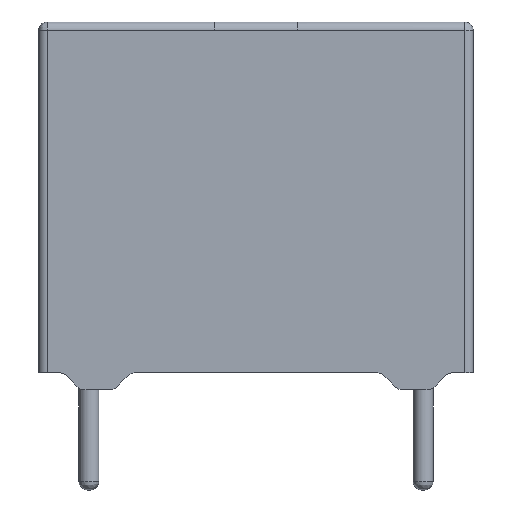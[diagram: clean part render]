
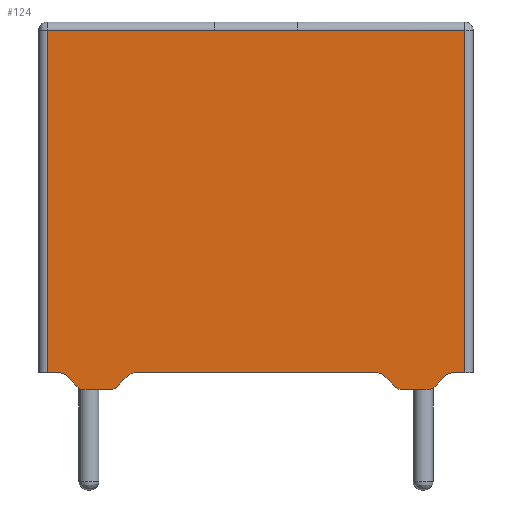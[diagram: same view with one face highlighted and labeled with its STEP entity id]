
A CAD part, front view. The second image highlights one B-rep face of the part: STEP entity #124.
In plain terms, the highlighted planar face has unit normal (0, -1, 0).
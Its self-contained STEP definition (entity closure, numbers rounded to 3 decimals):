
#124=ADVANCED_FACE('',(#209),#1417,.T.);
#209=FACE_OUTER_BOUND('',#294,.T.);
#294=EDGE_LOOP('',(#604,#605,#606,#607,#608,#609,#610,#611,#612,#613,#614,
#615,#616,#617,#618,#619,#620,#621,#622,#623,#624,#625));
#604=ORIENTED_EDGE('',*,*,#893,.F.);
#605=ORIENTED_EDGE('',*,*,#874,.F.);
#606=ORIENTED_EDGE('',*,*,#891,.F.);
#607=ORIENTED_EDGE('',*,*,#873,.F.);
#608=ORIENTED_EDGE('',*,*,#889,.F.);
#609=ORIENTED_EDGE('',*,*,#872,.F.);
#610=ORIENTED_EDGE('',*,*,#887,.F.);
#611=ORIENTED_EDGE('',*,*,#856,.F.);
#612=ORIENTED_EDGE('',*,*,#860,.F.);
#613=ORIENTED_EDGE('',*,*,#898,.F.);
#614=ORIENTED_EDGE('',*,*,#945,.T.);
#615=ORIENTED_EDGE('',*,*,#905,.F.);
#616=ORIENTED_EDGE('',*,*,#906,.F.);
#617=ORIENTED_EDGE('',*,*,#920,.F.);
#618=ORIENTED_EDGE('',*,*,#940,.F.);
#619=ORIENTED_EDGE('',*,*,#919,.F.);
#620=ORIENTED_EDGE('',*,*,#938,.F.);
#621=ORIENTED_EDGE('',*,*,#918,.F.);
#622=ORIENTED_EDGE('',*,*,#936,.F.);
#623=ORIENTED_EDGE('',*,*,#917,.F.);
#624=ORIENTED_EDGE('',*,*,#934,.F.);
#625=ORIENTED_EDGE('',*,*,#951,.F.);
#856=EDGE_CURVE('',#1271,#1293,#1136,.T.);
#860=EDGE_CURVE('',#1274,#1271,#1140,.T.);
#872=EDGE_CURVE('',#1280,#1279,#1144,.T.);
#873=EDGE_CURVE('',#1282,#1281,#1145,.T.);
#874=EDGE_CURVE('',#1284,#1283,#1146,.T.);
#887=EDGE_CURVE('',#1293,#1280,#1031,.T.);
#889=EDGE_CURVE('',#1279,#1282,#1033,.T.);
#891=EDGE_CURVE('',#1281,#1284,#1035,.T.);
#893=EDGE_CURVE('',#1283,#1285,#1037,.T.);
#898=EDGE_CURVE('',#1296,#1274,#1159,.T.);
#905=EDGE_CURVE('',#1304,#1326,#1166,.T.);
#906=EDGE_CURVE('',#1301,#1304,#1167,.T.);
#917=EDGE_CURVE('',#1310,#1309,#1171,.T.);
#918=EDGE_CURVE('',#1312,#1311,#1172,.T.);
#919=EDGE_CURVE('',#1314,#1313,#1173,.T.);
#920=EDGE_CURVE('',#1315,#1301,#1174,.T.);
#934=EDGE_CURVE('',#1323,#1310,#1050,.T.);
#936=EDGE_CURVE('',#1309,#1312,#1052,.T.);
#938=EDGE_CURVE('',#1311,#1314,#1054,.T.);
#940=EDGE_CURVE('',#1313,#1315,#1056,.T.);
#945=EDGE_CURVE('',#1296,#1326,#1060,.T.);
#951=EDGE_CURVE('',#1285,#1323,#1191,.T.);
#1031=(
BOUNDED_CURVE()
B_SPLINE_CURVE(2,(#2431,#2432,#2433),.UNSPECIFIED.,.F.,.F.)
B_SPLINE_CURVE_WITH_KNOTS((3,3),(0.,0.196),.UNSPECIFIED.)
CURVE()
GEOMETRIC_REPRESENTATION_ITEM()
RATIONAL_B_SPLINE_CURVE((1.,0.924,1.))
REPRESENTATION_ITEM('')
);
#1033=(
BOUNDED_CURVE()
B_SPLINE_CURVE(2,(#2436,#2437,#2438),.UNSPECIFIED.,.F.,.F.)
B_SPLINE_CURVE_WITH_KNOTS((3,3),(0.,0.196),.UNSPECIFIED.)
CURVE()
GEOMETRIC_REPRESENTATION_ITEM()
RATIONAL_B_SPLINE_CURVE((1.,0.924,1.))
REPRESENTATION_ITEM('')
);
#1035=(
BOUNDED_CURVE()
B_SPLINE_CURVE(2,(#2442,#2443,#2444),.UNSPECIFIED.,.F.,.F.)
B_SPLINE_CURVE_WITH_KNOTS((3,3),(0.,0.196),.UNSPECIFIED.)
CURVE()
GEOMETRIC_REPRESENTATION_ITEM()
RATIONAL_B_SPLINE_CURVE((1.,0.924,1.))
REPRESENTATION_ITEM('')
);
#1037=(
BOUNDED_CURVE()
B_SPLINE_CURVE(2,(#2448,#2449,#2450),.UNSPECIFIED.,.F.,.F.)
B_SPLINE_CURVE_WITH_KNOTS((3,3),(0.,0.196),.UNSPECIFIED.)
CURVE()
GEOMETRIC_REPRESENTATION_ITEM()
RATIONAL_B_SPLINE_CURVE((1.,0.924,1.))
REPRESENTATION_ITEM('')
);
#1050=(
BOUNDED_CURVE()
B_SPLINE_CURVE(2,(#2561,#2562,#2563),.UNSPECIFIED.,.F.,.F.)
B_SPLINE_CURVE_WITH_KNOTS((3,3),(0.,0.196),.UNSPECIFIED.)
CURVE()
GEOMETRIC_REPRESENTATION_ITEM()
RATIONAL_B_SPLINE_CURVE((1.,0.924,1.))
REPRESENTATION_ITEM('')
);
#1052=(
BOUNDED_CURVE()
B_SPLINE_CURVE(2,(#2567,#2568,#2569),.UNSPECIFIED.,.F.,.F.)
B_SPLINE_CURVE_WITH_KNOTS((3,3),(0.,0.196),.UNSPECIFIED.)
CURVE()
GEOMETRIC_REPRESENTATION_ITEM()
RATIONAL_B_SPLINE_CURVE((1.,0.924,1.))
REPRESENTATION_ITEM('')
);
#1054=(
BOUNDED_CURVE()
B_SPLINE_CURVE(2,(#2573,#2574,#2575),.UNSPECIFIED.,.F.,.F.)
B_SPLINE_CURVE_WITH_KNOTS((3,3),(0.,0.196),.UNSPECIFIED.)
CURVE()
GEOMETRIC_REPRESENTATION_ITEM()
RATIONAL_B_SPLINE_CURVE((1.,0.924,1.))
REPRESENTATION_ITEM('')
);
#1056=(
BOUNDED_CURVE()
B_SPLINE_CURVE(2,(#2579,#2580,#2581),.UNSPECIFIED.,.F.,.F.)
B_SPLINE_CURVE_WITH_KNOTS((3,3),(0.,0.196),.UNSPECIFIED.)
CURVE()
GEOMETRIC_REPRESENTATION_ITEM()
RATIONAL_B_SPLINE_CURVE((1.,0.924,1.))
REPRESENTATION_ITEM('')
);
#1060=(
BOUNDED_CURVE()
B_SPLINE_CURVE(1,(#2592,#2593),.UNSPECIFIED.,.F.,.F.)
B_SPLINE_CURVE_WITH_KNOTS((2,2),(0.,2.5),.UNSPECIFIED.)
CURVE()
GEOMETRIC_REPRESENTATION_ITEM()
RATIONAL_B_SPLINE_CURVE((1.,1.))
REPRESENTATION_ITEM('')
);
#1136=B_SPLINE_CURVE_WITH_KNOTS('',1,(#2342,#2343),.UNSPECIFIED.,.F.,.F.,
(2,2),(-8.667,-8.138),.UNSPECIFIED.);
#1140=B_SPLINE_CURVE_WITH_KNOTS('',1,(#2350,#2351),.UNSPECIFIED.,.F.,.F.,
(2,2),(0.25,10.5),.UNSPECIFIED.);
#1144=B_SPLINE_CURVE_WITH_KNOTS('',1,(#2382,#2383),.UNSPECIFIED.,.F.,.F.,
(2,2),(-7.854,-7.146),.UNSPECIFIED.);
#1145=B_SPLINE_CURVE_WITH_KNOTS('',1,(#2384,#2385),.UNSPECIFIED.,.F.,.F.,
(2,2),(-6.896,-6.104),.UNSPECIFIED.);
#1146=B_SPLINE_CURVE_WITH_KNOTS('',1,(#2386,#2387),.UNSPECIFIED.,.F.,.F.,
(2,2),(-5.854,-5.146),.UNSPECIFIED.);
#1159=B_SPLINE_CURVE_WITH_KNOTS('',1,(#2462,#2463),.UNSPECIFIED.,.F.,.F.,
(2,2),(5.25,10.25),.UNSPECIFIED.);
#1166=B_SPLINE_CURVE_WITH_KNOTS('',1,(#2476,#2477),.UNSPECIFIED.,.F.,.F.,
(2,2),(0.25,5.25),.UNSPECIFIED.);
#1167=B_SPLINE_CURVE_WITH_KNOTS('',1,(#2478,#2479),.UNSPECIFIED.,.F.,.F.,
(2,2),(0.,10.25),.UNSPECIFIED.);
#1171=B_SPLINE_CURVE_WITH_KNOTS('',1,(#2507,#2508),.UNSPECIFIED.,.F.,.F.,
(2,2),(-3.854,-3.146),.UNSPECIFIED.);
#1172=B_SPLINE_CURVE_WITH_KNOTS('',1,(#2509,#2510),.UNSPECIFIED.,.F.,.F.,
(2,2),(-2.896,-2.104),.UNSPECIFIED.);
#1173=B_SPLINE_CURVE_WITH_KNOTS('',1,(#2511,#2512),.UNSPECIFIED.,.F.,.F.,
(2,2),(-1.854,-1.146),.UNSPECIFIED.);
#1174=B_SPLINE_CURVE_WITH_KNOTS('',1,(#2513,#2514),.UNSPECIFIED.,.F.,.F.,
(2,2),(-0.862,-0.333),.UNSPECIFIED.);
#1191=B_SPLINE_CURVE_WITH_KNOTS('',1,(#2608,#2609,#2610,#2611),
 .UNSPECIFIED.,.F.,.F.,(2,1,1,2),(-4.979,-4.5,-2.,-1.521),
 .UNSPECIFIED.);
#1271=VERTEX_POINT('',#1997);
#1274=VERTEX_POINT('',#2000);
#1279=VERTEX_POINT('',#2005);
#1280=VERTEX_POINT('',#2006);
#1281=VERTEX_POINT('',#2007);
#1282=VERTEX_POINT('',#2008);
#1283=VERTEX_POINT('',#2009);
#1284=VERTEX_POINT('',#2010);
#1285=VERTEX_POINT('',#2011);
#1293=VERTEX_POINT('',#2019);
#1296=VERTEX_POINT('',#2022);
#1301=VERTEX_POINT('',#2027);
#1304=VERTEX_POINT('',#2030);
#1309=VERTEX_POINT('',#2035);
#1310=VERTEX_POINT('',#2036);
#1311=VERTEX_POINT('',#2037);
#1312=VERTEX_POINT('',#2038);
#1313=VERTEX_POINT('',#2039);
#1314=VERTEX_POINT('',#2040);
#1315=VERTEX_POINT('',#2041);
#1323=VERTEX_POINT('',#2049);
#1326=VERTEX_POINT('',#2052);
#1417=PLANE('',#1466);
#1466=AXIS2_PLACEMENT_3D('',#1893,#1499,$);
#1499=DIRECTION('',(0.,-1.,0.));
#1893=CARTESIAN_POINT('',(7.813,-2.75,-1.375));
#1997=CARTESIAN_POINT('',(6.25,-2.75,0.5));
#2000=CARTESIAN_POINT('',(6.25,-2.75,10.75));
#2005=CARTESIAN_POINT('',(5.323,-2.75,0.073));
#2006=CARTESIAN_POINT('',(5.677,-2.75,0.427));
#2007=CARTESIAN_POINT('',(4.354,-2.75,0.));
#2008=CARTESIAN_POINT('',(5.146,-2.75,0.));
#2009=CARTESIAN_POINT('',(3.823,-2.75,0.427));
#2010=CARTESIAN_POINT('',(4.177,-2.75,0.073));
#2011=CARTESIAN_POINT('',(3.646,-2.75,0.5));
#2019=CARTESIAN_POINT('',(5.854,-2.75,0.5));
#2022=CARTESIAN_POINT('',(1.25,-2.75,10.75));
#2027=CARTESIAN_POINT('',(-6.25,-2.75,0.5));
#2030=CARTESIAN_POINT('',(-6.25,-2.75,10.75));
#2035=CARTESIAN_POINT('',(-4.177,-2.75,0.073));
#2036=CARTESIAN_POINT('',(-3.823,-2.75,0.427));
#2037=CARTESIAN_POINT('',(-5.146,-2.75,0.));
#2038=CARTESIAN_POINT('',(-4.354,-2.75,0.));
#2039=CARTESIAN_POINT('',(-5.677,-2.75,0.427));
#2040=CARTESIAN_POINT('',(-5.323,-2.75,0.073));
#2041=CARTESIAN_POINT('',(-5.854,-2.75,0.5));
#2049=CARTESIAN_POINT('',(-3.646,-2.75,0.5));
#2052=CARTESIAN_POINT('',(-1.25,-2.75,10.75));
#2342=CARTESIAN_POINT('',(6.25,-2.75,0.5));
#2343=CARTESIAN_POINT('',(5.854,-2.75,0.5));
#2350=CARTESIAN_POINT('',(6.25,-2.75,10.75));
#2351=CARTESIAN_POINT('',(6.25,-2.75,0.5));
#2382=CARTESIAN_POINT('',(5.677,-2.75,0.427));
#2383=CARTESIAN_POINT('',(5.323,-2.75,0.073));
#2384=CARTESIAN_POINT('',(5.146,-2.75,0.));
#2385=CARTESIAN_POINT('',(4.354,-2.75,0.));
#2386=CARTESIAN_POINT('',(4.177,-2.75,0.073));
#2387=CARTESIAN_POINT('',(3.823,-2.75,0.427));
#2431=CARTESIAN_POINT('',(5.854,-2.75,0.5));
#2432=CARTESIAN_POINT('',(5.75,-2.75,0.5));
#2433=CARTESIAN_POINT('',(5.677,-2.75,0.427));
#2436=CARTESIAN_POINT('',(5.323,-2.75,0.073));
#2437=CARTESIAN_POINT('',(5.25,-2.75,0.));
#2438=CARTESIAN_POINT('',(5.146,-2.75,0.));
#2442=CARTESIAN_POINT('',(4.354,-2.75,0.));
#2443=CARTESIAN_POINT('',(4.25,-2.75,0.));
#2444=CARTESIAN_POINT('',(4.177,-2.75,0.073));
#2448=CARTESIAN_POINT('',(3.823,-2.75,0.427));
#2449=CARTESIAN_POINT('',(3.75,-2.75,0.5));
#2450=CARTESIAN_POINT('',(3.646,-2.75,0.5));
#2462=CARTESIAN_POINT('',(1.25,-2.75,10.75));
#2463=CARTESIAN_POINT('',(6.25,-2.75,10.75));
#2476=CARTESIAN_POINT('',(-6.25,-2.75,10.75));
#2477=CARTESIAN_POINT('',(-1.25,-2.75,10.75));
#2478=CARTESIAN_POINT('',(-6.25,-2.75,0.5));
#2479=CARTESIAN_POINT('',(-6.25,-2.75,10.75));
#2507=CARTESIAN_POINT('',(-3.823,-2.75,0.427));
#2508=CARTESIAN_POINT('',(-4.177,-2.75,0.073));
#2509=CARTESIAN_POINT('',(-4.354,-2.75,0.));
#2510=CARTESIAN_POINT('',(-5.146,-2.75,0.));
#2511=CARTESIAN_POINT('',(-5.323,-2.75,0.073));
#2512=CARTESIAN_POINT('',(-5.677,-2.75,0.427));
#2513=CARTESIAN_POINT('',(-5.854,-2.75,0.5));
#2514=CARTESIAN_POINT('',(-6.25,-2.75,0.5));
#2561=CARTESIAN_POINT('',(-3.646,-2.75,0.5));
#2562=CARTESIAN_POINT('',(-3.75,-2.75,0.5));
#2563=CARTESIAN_POINT('',(-3.823,-2.75,0.427));
#2567=CARTESIAN_POINT('',(-4.177,-2.75,0.073));
#2568=CARTESIAN_POINT('',(-4.25,-2.75,0.));
#2569=CARTESIAN_POINT('',(-4.354,-2.75,0.));
#2573=CARTESIAN_POINT('',(-5.146,-2.75,0.));
#2574=CARTESIAN_POINT('',(-5.25,-2.75,0.));
#2575=CARTESIAN_POINT('',(-5.323,-2.75,0.073));
#2579=CARTESIAN_POINT('',(-5.677,-2.75,0.427));
#2580=CARTESIAN_POINT('',(-5.75,-2.75,0.5));
#2581=CARTESIAN_POINT('',(-5.854,-2.75,0.5));
#2592=CARTESIAN_POINT('',(1.25,-2.75,10.75));
#2593=CARTESIAN_POINT('',(-1.25,-2.75,10.75));
#2608=CARTESIAN_POINT('',(3.646,-2.75,0.5));
#2609=CARTESIAN_POINT('',(1.25,-2.75,0.5));
#2610=CARTESIAN_POINT('',(-1.25,-2.75,0.5));
#2611=CARTESIAN_POINT('',(-3.646,-2.75,0.5));
